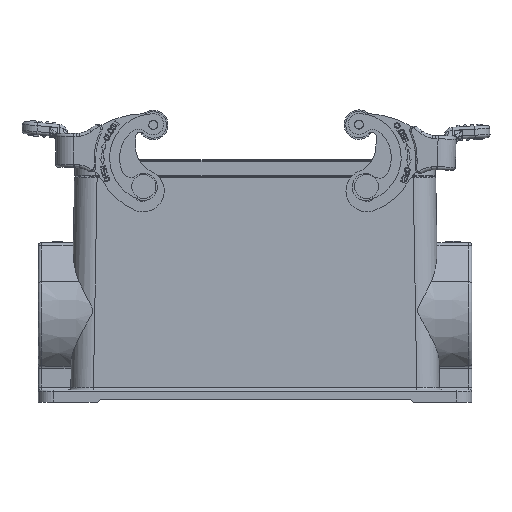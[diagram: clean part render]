
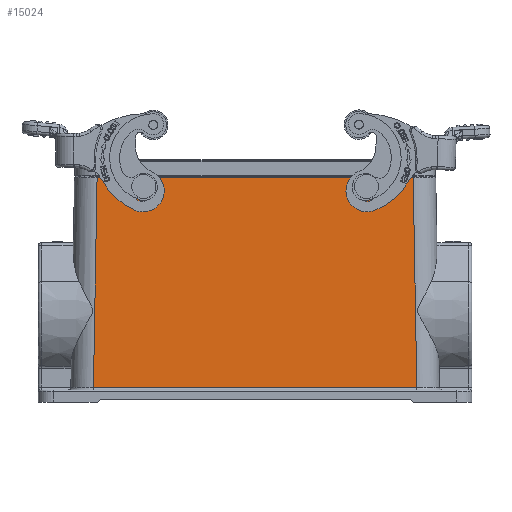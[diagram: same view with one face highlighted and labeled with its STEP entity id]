
A CAD part, front view. The second image highlights one B-rep face of the part: STEP entity #15024.
In plain terms, the highlighted planar face has unit normal (0, -1, 0.018).
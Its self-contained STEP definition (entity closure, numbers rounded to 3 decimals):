
#81=ELLIPSE('',#37275,1.5,1.5);
#82=ELLIPSE('',#37276,1.5,1.5);
#1410=B_SPLINE_CURVE_WITH_KNOTS('',3,(#65518,#65519,#65520,#65521),
 .UNSPECIFIED.,.F.,.F.,(4,4),(0.,1.),.UNSPECIFIED.);
#1411=B_SPLINE_CURVE_WITH_KNOTS('',3,(#65523,#65524,#65525,#65526),
 .UNSPECIFIED.,.F.,.F.,(4,4),(0.,1.),.UNSPECIFIED.);
#4134=LINE('',#65102,#6331);
#4150=LINE('',#65511,#6347);
#6331=VECTOR('',#44158,1.);
#6347=VECTOR('',#44252,1.);
#13465=PLANE('',#37277);
#15024=ADVANCED_FACE('',(#16102,#16103,#16104),#13465,.T.);
#16102=FACE_BOUND('',#17866,.T.);
#16103=FACE_BOUND('',#17867,.T.);
#16104=FACE_BOUND('',#17868,.T.);
#17866=EDGE_LOOP('',(#25625));
#17867=EDGE_LOOP('',(#25626));
#17868=EDGE_LOOP('',(#25627,#25628,#25629,#25630));
#25625=ORIENTED_EDGE('',*,*,#33329,.F.);
#25626=ORIENTED_EDGE('',*,*,#33330,.F.);
#25627=ORIENTED_EDGE('',*,*,#33268,.T.);
#25628=ORIENTED_EDGE('',*,*,#33327,.T.);
#25629=ORIENTED_EDGE('',*,*,#33331,.T.);
#25630=ORIENTED_EDGE('',*,*,#33332,.F.);
#29029=VERTEX_POINT('',#64079);
#29200=VERTEX_POINT('',#65101);
#29201=VERTEX_POINT('',#65103);
#29229=VERTEX_POINT('',#65515);
#29230=VERTEX_POINT('',#65517);
#29231=VERTEX_POINT('',#65522);
#33268=EDGE_CURVE('',#29201,#29200,#4134,.T.);
#33327=EDGE_CURVE('',#29200,#29029,#4150,.T.);
#33329=EDGE_CURVE('',#29229,#29229,#81,.T.);
#33330=EDGE_CURVE('',#29230,#29230,#82,.T.);
#33331=EDGE_CURVE('',#29029,#29231,#1410,.T.);
#33332=EDGE_CURVE('',#29201,#29231,#1411,.T.);
#37275=AXIS2_PLACEMENT_3D('',#65514,#44256,#44257);
#37276=AXIS2_PLACEMENT_3D('',#65516,#44258,#44259);
#37277=AXIS2_PLACEMENT_3D('',#65527,#44260,#44261);
#44158=DIRECTION('',(-0.017,-0.017,-1.));
#44252=DIRECTION('',(1.,0.,0.));
#44256=DIRECTION('',(0.,-1.,0.017));
#44257=DIRECTION('',(0.,-0.017,-1.));
#44258=DIRECTION('',(0.,-1.,0.017));
#44259=DIRECTION('',(0.,-0.017,-1.));
#44260=DIRECTION('',(0.,-1.,0.017));
#44261=DIRECTION('',(1.,0.,0.));
#64079=CARTESIAN_POINT('',(53.726,-22.722,-33.517));
#65101=CARTESIAN_POINT('',(-53.721,-22.722,-33.517));
#65102=CARTESIAN_POINT('',(-52.507,-21.509,36.009));
#65103=CARTESIAN_POINT('',(-52.507,-21.509,36.009));
#65511=CARTESIAN_POINT('',(-53.721,-22.722,-33.517));
#65514=CARTESIAN_POINT('',(37.002,-21.561,33.));
#65515=CARTESIAN_POINT('',(37.002,-21.587,31.5));
#65516=CARTESIAN_POINT('',(-36.998,-21.561,33.));
#65517=CARTESIAN_POINT('',(-36.998,-21.587,31.5));
#65518=CARTESIAN_POINT('',(53.726,-22.722,-33.517));
#65519=CARTESIAN_POINT('',(53.321,-22.318,-10.342));
#65520=CARTESIAN_POINT('',(52.917,-21.913,12.833));
#65521=CARTESIAN_POINT('',(52.512,-21.509,36.009));
#65522=CARTESIAN_POINT('',(52.512,-21.509,36.009));
#65523=CARTESIAN_POINT('',(-52.507,-21.509,36.009));
#65524=CARTESIAN_POINT('',(-17.501,-21.509,36.009));
#65525=CARTESIAN_POINT('',(17.506,-21.509,36.009));
#65526=CARTESIAN_POINT('',(52.512,-21.509,36.009));
#65527=CARTESIAN_POINT('',(-63.059,-21.5,36.5));
